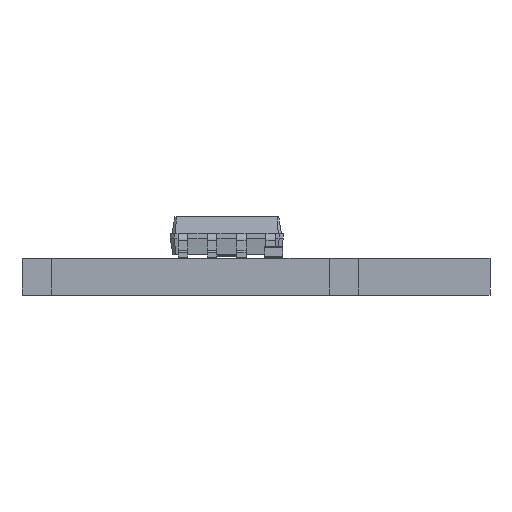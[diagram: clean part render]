
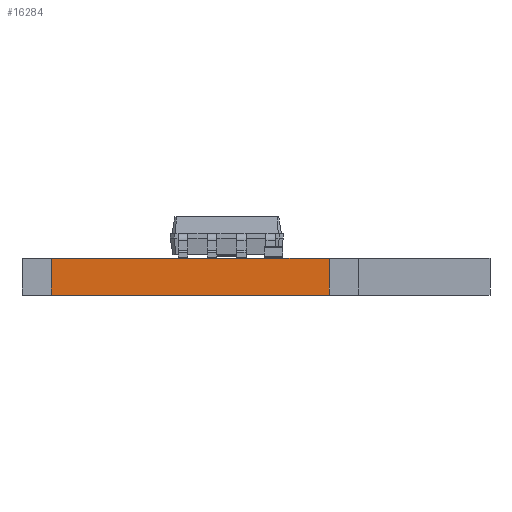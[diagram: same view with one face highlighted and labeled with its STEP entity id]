
A CAD part, front view. The second image highlights one B-rep face of the part: STEP entity #16284.
In plain terms, the highlighted planar face has unit normal (0, -1, 0).
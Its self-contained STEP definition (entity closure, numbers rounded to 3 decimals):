
#13636 = PLANE('',#13637);
#13637 = AXIS2_PLACEMENT_3D('',#13638,#13639,#13640);
#13638 = CARTESIAN_POINT('',(110.508,-71.193,1.6));
#13639 = DIRECTION('',(0.,0.,1.));
#13640 = DIRECTION('',(1.,0.,-0.));
#13690 = PLANE('',#13691);
#13691 = AXIS2_PLACEMENT_3D('',#13692,#13693,#13694);
#13692 = CARTESIAN_POINT('',(110.508,-71.193,0.));
#13693 = DIRECTION('',(0.,0.,1.));
#13694 = DIRECTION('',(1.,0.,-0.));
#14163 = VERTEX_POINT('',#14164);
#14164 = CARTESIAN_POINT('',(101.6,-81.28,0.));
#14178 = PLANE('',#14179);
#14179 = AXIS2_PLACEMENT_3D('',#14180,#14181,#14182);
#14180 = CARTESIAN_POINT('',(101.6,-80.01,0.));
#14181 = DIRECTION('',(1.,0.,-0.));
#14182 = DIRECTION('',(0.,-1.,0.));
#14190 = EDGE_CURVE('',#14163,#14191,#14193,.T.);
#14191 = VERTEX_POINT('',#14192);
#14192 = CARTESIAN_POINT('',(113.665,-81.28,0.));
#14193 = SURFACE_CURVE('',#14194,(#14198,#14205),.PCURVE_S1.);
#14194 = LINE('',#14195,#14196);
#14195 = CARTESIAN_POINT('',(101.6,-81.28,0.));
#14196 = VECTOR('',#14197,1.);
#14197 = DIRECTION('',(1.,0.,0.));
#14198 = PCURVE('',#13690,#14199);
#14199 = DEFINITIONAL_REPRESENTATION('',(#14200),#14204);
#14200 = LINE('',#14201,#14202);
#14201 = CARTESIAN_POINT('',(-8.908,-10.087));
#14202 = VECTOR('',#14203,1.);
#14203 = DIRECTION('',(1.,0.));
#14204 = ( GEOMETRIC_REPRESENTATION_CONTEXT(2) 
PARAMETRIC_REPRESENTATION_CONTEXT() REPRESENTATION_CONTEXT('2D SPACE',''
  ) );
#14205 = PCURVE('',#14206,#14211);
#14206 = PLANE('',#14207);
#14207 = AXIS2_PLACEMENT_3D('',#14208,#14209,#14210);
#14208 = CARTESIAN_POINT('',(101.6,-81.28,0.));
#14209 = DIRECTION('',(0.,1.,0.));
#14210 = DIRECTION('',(1.,0.,0.));
#14211 = DEFINITIONAL_REPRESENTATION('',(#14212),#14216);
#14212 = LINE('',#14213,#14214);
#14213 = CARTESIAN_POINT('',(0.,0.));
#14214 = VECTOR('',#14215,1.);
#14215 = DIRECTION('',(1.,0.));
#14216 = ( GEOMETRIC_REPRESENTATION_CONTEXT(2) 
PARAMETRIC_REPRESENTATION_CONTEXT() REPRESENTATION_CONTEXT('2D SPACE',''
  ) );
#14234 = PLANE('',#14235);
#14235 = AXIS2_PLACEMENT_3D('',#14236,#14237,#14238);
#14236 = CARTESIAN_POINT('',(113.665,-81.28,0.));
#14237 = DIRECTION('',(-1.,0.,0.));
#14238 = DIRECTION('',(0.,1.,0.));
#15259 = VERTEX_POINT('',#15260);
#15260 = CARTESIAN_POINT('',(101.6,-81.28,1.6));
#15281 = EDGE_CURVE('',#15259,#15282,#15284,.T.);
#15282 = VERTEX_POINT('',#15283);
#15283 = CARTESIAN_POINT('',(113.665,-81.28,1.6));
#15284 = SURFACE_CURVE('',#15285,(#15289,#15296),.PCURVE_S1.);
#15285 = LINE('',#15286,#15287);
#15286 = CARTESIAN_POINT('',(101.6,-81.28,1.6));
#15287 = VECTOR('',#15288,1.);
#15288 = DIRECTION('',(1.,0.,0.));
#15289 = PCURVE('',#13636,#15290);
#15290 = DEFINITIONAL_REPRESENTATION('',(#15291),#15295);
#15291 = LINE('',#15292,#15293);
#15292 = CARTESIAN_POINT('',(-8.908,-10.087));
#15293 = VECTOR('',#15294,1.);
#15294 = DIRECTION('',(1.,0.));
#15295 = ( GEOMETRIC_REPRESENTATION_CONTEXT(2) 
PARAMETRIC_REPRESENTATION_CONTEXT() REPRESENTATION_CONTEXT('2D SPACE',''
  ) );
#15296 = PCURVE('',#14206,#15297);
#15297 = DEFINITIONAL_REPRESENTATION('',(#15298),#15302);
#15298 = LINE('',#15299,#15300);
#15299 = CARTESIAN_POINT('',(0.,-1.6));
#15300 = VECTOR('',#15301,1.);
#15301 = DIRECTION('',(1.,0.));
#15302 = ( GEOMETRIC_REPRESENTATION_CONTEXT(2) 
PARAMETRIC_REPRESENTATION_CONTEXT() REPRESENTATION_CONTEXT('2D SPACE',''
  ) );
#16234 = EDGE_CURVE('',#14191,#15282,#16235,.T.);
#16235 = SURFACE_CURVE('',#16236,(#16240,#16247),.PCURVE_S1.);
#16236 = LINE('',#16237,#16238);
#16237 = CARTESIAN_POINT('',(113.665,-81.28,0.));
#16238 = VECTOR('',#16239,1.);
#16239 = DIRECTION('',(0.,0.,1.));
#16240 = PCURVE('',#14234,#16241);
#16241 = DEFINITIONAL_REPRESENTATION('',(#16242),#16246);
#16242 = LINE('',#16243,#16244);
#16243 = CARTESIAN_POINT('',(0.,0.));
#16244 = VECTOR('',#16245,1.);
#16245 = DIRECTION('',(0.,-1.));
#16246 = ( GEOMETRIC_REPRESENTATION_CONTEXT(2) 
PARAMETRIC_REPRESENTATION_CONTEXT() REPRESENTATION_CONTEXT('2D SPACE',''
  ) );
#16247 = PCURVE('',#14206,#16248);
#16248 = DEFINITIONAL_REPRESENTATION('',(#16249),#16253);
#16249 = LINE('',#16250,#16251);
#16250 = CARTESIAN_POINT('',(12.065,0.));
#16251 = VECTOR('',#16252,1.);
#16252 = DIRECTION('',(0.,-1.));
#16253 = ( GEOMETRIC_REPRESENTATION_CONTEXT(2) 
PARAMETRIC_REPRESENTATION_CONTEXT() REPRESENTATION_CONTEXT('2D SPACE',''
  ) );
#16284 = ADVANCED_FACE('',(#16285),#14206,.F.);
#16285 = FACE_BOUND('',#16286,.F.);
#16286 = EDGE_LOOP('',(#16287,#16308,#16309,#16310));
#16287 = ORIENTED_EDGE('',*,*,#16288,.T.);
#16288 = EDGE_CURVE('',#14163,#15259,#16289,.T.);
#16289 = SURFACE_CURVE('',#16290,(#16294,#16301),.PCURVE_S1.);
#16290 = LINE('',#16291,#16292);
#16291 = CARTESIAN_POINT('',(101.6,-81.28,0.));
#16292 = VECTOR('',#16293,1.);
#16293 = DIRECTION('',(0.,0.,1.));
#16294 = PCURVE('',#14206,#16295);
#16295 = DEFINITIONAL_REPRESENTATION('',(#16296),#16300);
#16296 = LINE('',#16297,#16298);
#16297 = CARTESIAN_POINT('',(0.,0.));
#16298 = VECTOR('',#16299,1.);
#16299 = DIRECTION('',(0.,-1.));
#16300 = ( GEOMETRIC_REPRESENTATION_CONTEXT(2) 
PARAMETRIC_REPRESENTATION_CONTEXT() REPRESENTATION_CONTEXT('2D SPACE',''
  ) );
#16301 = PCURVE('',#14178,#16302);
#16302 = DEFINITIONAL_REPRESENTATION('',(#16303),#16307);
#16303 = LINE('',#16304,#16305);
#16304 = CARTESIAN_POINT('',(1.27,0.));
#16305 = VECTOR('',#16306,1.);
#16306 = DIRECTION('',(0.,-1.));
#16307 = ( GEOMETRIC_REPRESENTATION_CONTEXT(2) 
PARAMETRIC_REPRESENTATION_CONTEXT() REPRESENTATION_CONTEXT('2D SPACE',''
  ) );
#16308 = ORIENTED_EDGE('',*,*,#15281,.T.);
#16309 = ORIENTED_EDGE('',*,*,#16234,.F.);
#16310 = ORIENTED_EDGE('',*,*,#14190,.F.);
